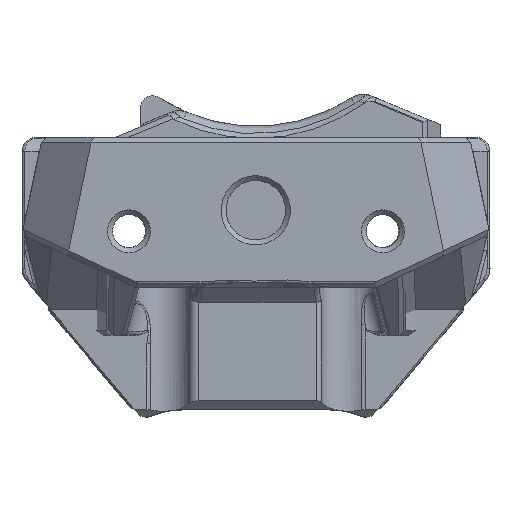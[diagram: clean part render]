
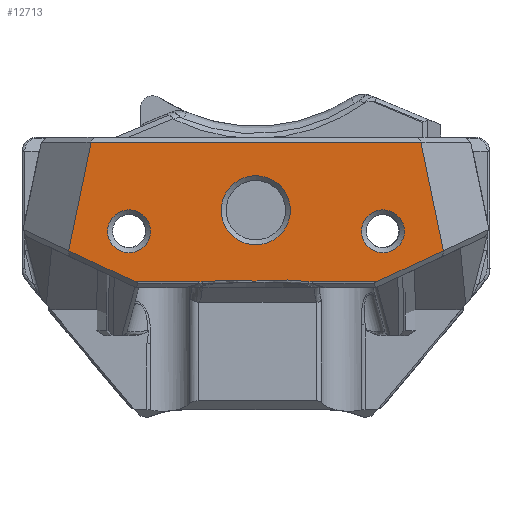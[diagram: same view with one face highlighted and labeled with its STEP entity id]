
A CAD part, front view. The second image highlights one B-rep face of the part: STEP entity #12713.
In plain terms, the highlighted planar face has unit normal (0, -1, 0).
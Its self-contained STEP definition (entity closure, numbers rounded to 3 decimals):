
#556=FACE_BOUND('',#2325,.T.);
#557=FACE_BOUND('',#2326,.T.);
#558=FACE_BOUND('',#2327,.T.);
#641=B_SPLINE_CURVE_WITH_KNOTS('',3,(#22453,#22454,#22455,#22456),
 .UNSPECIFIED.,.F.,.F.,(4,4),(0.,0.),.UNSPECIFIED.);
#642=B_SPLINE_CURVE_WITH_KNOTS('',3,(#22469,#22470,#22471,#22472),
 .UNSPECIFIED.,.F.,.F.,(4,4),(0.,0.),.UNSPECIFIED.);
#643=B_SPLINE_CURVE_WITH_KNOTS('',3,(#22473,#22474,#22475,#22476,#22477,
#22478,#22479,#22480,#22481,#22482,#22483,#22484,#22485,#22486,#22487,#22488,
#22489,#22490,#22491,#22492,#22493,#22494,#22495,#22496,#22497,#22498,#22499,
#22500,#22501,#22502,#22503,#22504,#22505,#22506,#22507,#22508,#22509,#22510,
#22511,#22512,#22513,#22514,#22515,#22516,#22517,#22518,#22519,#22520,#22521,
#22522,#22523,#22524),.UNSPECIFIED.,.F.,.F.,(4,3,3,3,3,3,3,3,3,3,3,3,3,
3,3,3,3,4),(0.,0.,0.001,0.001,0.002,
0.003,0.003,0.004,0.005,
0.005,0.006,0.007,0.008,0.008,
0.009,0.01,0.01,0.011),
 .UNSPECIFIED.);
#1026=PLANE('',#13786);
#1539=FACE_OUTER_BOUND('',#2324,.T.);
#2324=EDGE_LOOP('',(#10546,#10547,#10548,#10549,#10550,#10551,#10552,#10553,
#10554,#10555));
#2325=EDGE_LOOP('',(#10556));
#2326=EDGE_LOOP('',(#10557));
#2327=EDGE_LOOP('',(#10558));
#3369=LINE('',#22418,#4440);
#3384=LINE('',#22458,#4455);
#3385=LINE('',#22460,#4456);
#3386=LINE('',#22462,#4457);
#3387=LINE('',#22463,#4458);
#3388=LINE('',#22465,#4459);
#3389=LINE('',#22467,#4460);
#4440=VECTOR('',#16381,10.);
#4455=VECTOR('',#16408,6.59);
#4456=VECTOR('',#16409,7.541);
#4457=VECTOR('',#16410,10.);
#4458=VECTOR('',#16411,33.854);
#4459=VECTOR('',#16412,7.541);
#4460=VECTOR('',#16413,6.506);
#5129=CIRCLE('',#13787,3.55);
#5130=CIRCLE('',#13788,2.2);
#5131=CIRCLE('',#13789,2.2);
#6021=VERTEX_POINT('',#22415);
#6022=VERTEX_POINT('',#22417);
#6035=VERTEX_POINT('',#22451);
#6036=VERTEX_POINT('',#22452);
#6037=VERTEX_POINT('',#22457);
#6038=VERTEX_POINT('',#22459);
#6039=VERTEX_POINT('',#22461);
#6040=VERTEX_POINT('',#22464);
#6041=VERTEX_POINT('',#22466);
#6042=VERTEX_POINT('',#22468);
#6043=VERTEX_POINT('',#22525);
#6044=VERTEX_POINT('',#22527);
#6045=VERTEX_POINT('',#22529);
#7590=EDGE_CURVE('',#6022,#6021,#3369,.F.);
#7607=EDGE_CURVE('',#6035,#6036,#641,.T.);
#7608=EDGE_CURVE('',#6036,#6037,#3384,.T.);
#7609=EDGE_CURVE('',#6037,#6038,#3385,.T.);
#7610=EDGE_CURVE('',#6039,#6038,#3386,.F.);
#7611=EDGE_CURVE('',#6039,#6022,#3387,.T.);
#7612=EDGE_CURVE('',#6021,#6040,#3388,.T.);
#7613=EDGE_CURVE('',#6040,#6041,#3389,.T.);
#7614=EDGE_CURVE('',#6041,#6042,#642,.T.);
#7615=EDGE_CURVE('',#6042,#6035,#643,.T.);
#7616=EDGE_CURVE('',#6043,#6043,#5129,.T.);
#7617=EDGE_CURVE('',#6044,#6044,#5130,.T.);
#7618=EDGE_CURVE('',#6045,#6045,#5131,.T.);
#10546=ORIENTED_EDGE('',*,*,#7607,.T.);
#10547=ORIENTED_EDGE('',*,*,#7608,.T.);
#10548=ORIENTED_EDGE('',*,*,#7609,.T.);
#10549=ORIENTED_EDGE('',*,*,#7610,.F.);
#10550=ORIENTED_EDGE('',*,*,#7611,.T.);
#10551=ORIENTED_EDGE('',*,*,#7590,.T.);
#10552=ORIENTED_EDGE('',*,*,#7612,.T.);
#10553=ORIENTED_EDGE('',*,*,#7613,.T.);
#10554=ORIENTED_EDGE('',*,*,#7614,.T.);
#10555=ORIENTED_EDGE('',*,*,#7615,.T.);
#10556=ORIENTED_EDGE('',*,*,#7616,.T.);
#10557=ORIENTED_EDGE('',*,*,#7617,.T.);
#10558=ORIENTED_EDGE('',*,*,#7618,.T.);
#12713=ADVANCED_FACE('',(#1539,#556,#557,#558),#1026,.T.);
#13786=AXIS2_PLACEMENT_3D('',#22450,#16406,#16407);
#13787=AXIS2_PLACEMENT_3D('',#22526,#16414,#16415);
#13788=AXIS2_PLACEMENT_3D('',#22528,#16416,#16417);
#13789=AXIS2_PLACEMENT_3D('',#22530,#16418,#16419);
#16381=DIRECTION('',(0.203,0.,0.979));
#16406=DIRECTION('center_axis',(0.,-1.,0.));
#16407=DIRECTION('ref_axis',(0.,0.,-1.));
#16408=DIRECTION('',(1.,0.,0.));
#16409=DIRECTION('',(0.906,0.,0.423));
#16410=DIRECTION('',(-0.203,0.,0.979));
#16411=DIRECTION('',(-1.,0.,0.));
#16412=DIRECTION('',(0.906,0.,-0.423));
#16413=DIRECTION('',(1.,0.,0.));
#16414=DIRECTION('center_axis',(0.,1.,0.));
#16415=DIRECTION('ref_axis',(0.,0.,-1.));
#16416=DIRECTION('center_axis',(0.,1.,0.));
#16417=DIRECTION('ref_axis',(0.,0.,-1.));
#16418=DIRECTION('center_axis',(0.,1.,0.));
#16419=DIRECTION('ref_axis',(0.,0.,-1.));
#22415=CARTESIAN_POINT('',(198.092,10.109,72.63));
#22417=CARTESIAN_POINT('',(200.4,10.109,83.769));
#22418=CARTESIAN_POINT('',(197.996,10.109,72.166));
#22450=CARTESIAN_POINT('Origin',(217.27,10.109,62.469));
#22451=CARTESIAN_POINT('',(222.757,10.109,69.458));
#22452=CARTESIAN_POINT('',(223.136,10.109,69.443));
#22453=CARTESIAN_POINT('Ctrl Pts',(222.757,10.109,69.458));
#22454=CARTESIAN_POINT('Ctrl Pts',(222.883,10.109,69.449));
#22455=CARTESIAN_POINT('Ctrl Pts',(223.01,10.109,69.443));
#22456=CARTESIAN_POINT('Ctrl Pts',(223.136,10.109,69.443));
#22457=CARTESIAN_POINT('',(229.726,10.109,69.443));
#22458=CARTESIAN_POINT('',(223.136,10.109,69.443));
#22459=CARTESIAN_POINT('',(236.56,10.109,72.63));
#22460=CARTESIAN_POINT('',(229.726,10.109,69.443));
#22461=CARTESIAN_POINT('',(234.253,10.109,83.769));
#22462=CARTESIAN_POINT('',(236.654,10.109,72.177));
#22463=CARTESIAN_POINT('',(234.253,10.109,83.769));
#22464=CARTESIAN_POINT('',(204.926,10.109,69.443));
#22465=CARTESIAN_POINT('',(198.092,10.109,72.63));
#22466=CARTESIAN_POINT('',(211.432,10.109,69.443));
#22467=CARTESIAN_POINT('',(204.926,10.109,69.443));
#22468=CARTESIAN_POINT('',(211.811,10.109,69.458));
#22469=CARTESIAN_POINT('Ctrl Pts',(211.432,10.109,69.443));
#22470=CARTESIAN_POINT('Ctrl Pts',(211.559,10.109,69.443));
#22471=CARTESIAN_POINT('Ctrl Pts',(211.685,10.109,69.449));
#22472=CARTESIAN_POINT('Ctrl Pts',(211.811,10.109,69.458));
#22473=CARTESIAN_POINT('Ctrl Pts',(211.811,10.109,69.458));
#22474=CARTESIAN_POINT('Ctrl Pts',(211.925,10.109,69.466));
#22475=CARTESIAN_POINT('Ctrl Pts',(212.039,10.109,69.476));
#22476=CARTESIAN_POINT('Ctrl Pts',(212.153,10.109,69.487));
#22477=CARTESIAN_POINT('Ctrl Pts',(212.267,10.109,69.498));
#22478=CARTESIAN_POINT('Ctrl Pts',(212.381,10.109,69.51));
#22479=CARTESIAN_POINT('Ctrl Pts',(212.495,10.109,69.521));
#22480=CARTESIAN_POINT('Ctrl Pts',(212.723,10.109,69.543));
#22481=CARTESIAN_POINT('Ctrl Pts',(212.951,10.109,69.565));
#22482=CARTESIAN_POINT('Ctrl Pts',(213.179,10.109,69.582));
#22483=CARTESIAN_POINT('Ctrl Pts',(213.407,10.109,69.599));
#22484=CARTESIAN_POINT('Ctrl Pts',(213.636,10.109,69.612));
#22485=CARTESIAN_POINT('Ctrl Pts',(213.864,10.109,69.619));
#22486=CARTESIAN_POINT('Ctrl Pts',(214.092,10.109,69.627));
#22487=CARTESIAN_POINT('Ctrl Pts',(214.321,10.109,69.629));
#22488=CARTESIAN_POINT('Ctrl Pts',(214.549,10.109,69.627));
#22489=CARTESIAN_POINT('Ctrl Pts',(214.777,10.109,69.625));
#22490=CARTESIAN_POINT('Ctrl Pts',(215.006,10.109,69.618));
#22491=CARTESIAN_POINT('Ctrl Pts',(215.234,10.109,69.608));
#22492=CARTESIAN_POINT('Ctrl Pts',(215.462,10.109,69.598));
#22493=CARTESIAN_POINT('Ctrl Pts',(215.691,10.109,69.585));
#22494=CARTESIAN_POINT('Ctrl Pts',(215.919,10.109,69.57));
#22495=CARTESIAN_POINT('Ctrl Pts',(216.147,10.109,69.556));
#22496=CARTESIAN_POINT('Ctrl Pts',(216.375,10.109,69.54));
#22497=CARTESIAN_POINT('Ctrl Pts',(216.604,10.109,69.528));
#22498=CARTESIAN_POINT('Ctrl Pts',(216.832,10.109,69.515));
#22499=CARTESIAN_POINT('Ctrl Pts',(217.06,10.109,69.506));
#22500=CARTESIAN_POINT('Ctrl Pts',(217.289,10.109,69.506));
#22501=CARTESIAN_POINT('Ctrl Pts',(217.517,10.109,69.507));
#22502=CARTESIAN_POINT('Ctrl Pts',(217.745,10.109,69.516));
#22503=CARTESIAN_POINT('Ctrl Pts',(217.974,10.109,69.528));
#22504=CARTESIAN_POINT('Ctrl Pts',(218.202,10.109,69.541));
#22505=CARTESIAN_POINT('Ctrl Pts',(218.43,10.109,69.556));
#22506=CARTESIAN_POINT('Ctrl Pts',(218.659,10.109,69.571));
#22507=CARTESIAN_POINT('Ctrl Pts',(218.887,10.109,69.585));
#22508=CARTESIAN_POINT('Ctrl Pts',(219.115,10.109,69.599));
#22509=CARTESIAN_POINT('Ctrl Pts',(219.344,10.109,69.609));
#22510=CARTESIAN_POINT('Ctrl Pts',(219.572,10.109,69.619));
#22511=CARTESIAN_POINT('Ctrl Pts',(219.8,10.109,69.625));
#22512=CARTESIAN_POINT('Ctrl Pts',(220.028,10.109,69.627));
#22513=CARTESIAN_POINT('Ctrl Pts',(220.256,10.109,69.629));
#22514=CARTESIAN_POINT('Ctrl Pts',(220.484,10.109,69.627));
#22515=CARTESIAN_POINT('Ctrl Pts',(220.711,10.109,69.619));
#22516=CARTESIAN_POINT('Ctrl Pts',(220.939,10.109,69.611));
#22517=CARTESIAN_POINT('Ctrl Pts',(221.166,10.109,69.598));
#22518=CARTESIAN_POINT('Ctrl Pts',(221.394,10.109,69.581));
#22519=CARTESIAN_POINT('Ctrl Pts',(221.621,10.109,69.564));
#22520=CARTESIAN_POINT('Ctrl Pts',(221.848,10.109,69.543));
#22521=CARTESIAN_POINT('Ctrl Pts',(222.076,10.109,69.521));
#22522=CARTESIAN_POINT('Ctrl Pts',(222.303,10.109,69.498));
#22523=CARTESIAN_POINT('Ctrl Pts',(222.53,10.109,69.474));
#22524=CARTESIAN_POINT('Ctrl Pts',(222.757,10.109,69.458));
#22525=CARTESIAN_POINT('',(217.306,10.109,80.331));
#22526=CARTESIAN_POINT('Origin',(217.306,10.109,76.781));
#22527=CARTESIAN_POINT('',(204.299,10.109,76.821));
#22528=CARTESIAN_POINT('Origin',(204.299,10.109,74.621));
#22529=CARTESIAN_POINT('',(230.354,10.109,76.821));
#22530=CARTESIAN_POINT('Origin',(230.354,10.109,74.621));
